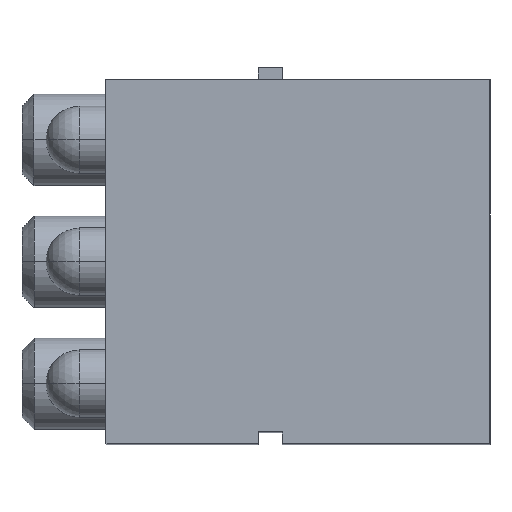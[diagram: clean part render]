
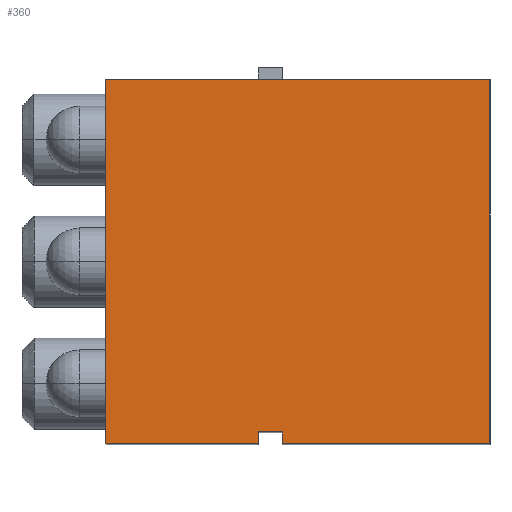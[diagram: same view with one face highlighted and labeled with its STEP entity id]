
A CAD part, top view. The second image highlights one B-rep face of the part: STEP entity #360.
In plain terms, the highlighted planar face has unit normal (0, 0, 1).
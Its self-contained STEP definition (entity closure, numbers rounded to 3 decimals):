
#70=CARTESIAN_POINT('',(-0.5,-7.6,15.));
#71=VERTEX_POINT('',#70);
#72=CARTESIAN_POINT('',(-0.5,-7.1,15.));
#73=VERTEX_POINT('',#72);
#74=CARTESIAN_POINT('',(-0.5,-7.6,15.));
#75=DIRECTION('',(0.0,1.0,0.0));
#76=VECTOR('',#75,0.5);
#77=LINE('',#74,#76);
#78=EDGE_CURVE('',#71,#73,#77,.T.);
#110=CARTESIAN_POINT('',(0.5,-7.1,15.));
#111=VERTEX_POINT('',#110);
#112=CARTESIAN_POINT('',(-0.5,-7.1,15.));
#113=DIRECTION('',(1.0,0.0,0.0));
#114=VECTOR('',#113,1.0);
#115=LINE('',#112,#114);
#116=EDGE_CURVE('',#73,#111,#115,.T.);
#141=CARTESIAN_POINT('',(0.5,-7.6,15.));
#142=VERTEX_POINT('',#141);
#143=CARTESIAN_POINT('',(0.5,-7.1,15.));
#144=DIRECTION('',(0.0,-1.0,0.0));
#145=VECTOR('',#144,0.5);
#146=LINE('',#143,#145);
#147=EDGE_CURVE('',#111,#142,#146,.T.);
#173=CARTESIAN_POINT('',(-6.84,-7.6,15.));
#174=VERTEX_POINT('',#173);
#175=CARTESIAN_POINT('',(-0.5,-7.6,15.));
#176=DIRECTION('',(-1.0,0.0,0.0));
#177=VECTOR('',#176,6.34);
#178=LINE('',#175,#177);
#179=EDGE_CURVE('',#71,#174,#178,.T.);
#203=CARTESIAN_POINT('',(9.16,7.6,15.));
#204=VERTEX_POINT('',#203);
#205=CARTESIAN_POINT('',(9.16,-7.6,15.));
#206=VERTEX_POINT('',#205);
#207=CARTESIAN_POINT('',(9.16,7.6,15.));
#208=DIRECTION('',(0.0,-1.0,0.0));
#209=VECTOR('',#208,15.2);
#210=LINE('',#207,#209);
#211=EDGE_CURVE('',#204,#206,#210,.T.);
#243=CARTESIAN_POINT('',(-6.84,7.6,15.));
#244=VERTEX_POINT('',#243);
#245=CARTESIAN_POINT('',(-6.84,-7.6,15.));
#246=DIRECTION('',(0.0,1.0,0.0));
#247=VECTOR('',#246,15.2);
#248=LINE('',#245,#247);
#249=EDGE_CURVE('',#174,#244,#248,.T.);
#291=CARTESIAN_POINT('',(9.16,7.6,15.));
#292=DIRECTION('',(-1.0,0.0,0.0));
#293=VECTOR('',#292,16.);
#294=LINE('',#291,#293);
#295=EDGE_CURVE('',#204,#244,#294,.T.);
#336=CARTESIAN_POINT('',(9.16,-7.6,15.));
#337=DIRECTION('',(-1.0,0.0,0.0));
#338=VECTOR('',#337,8.66);
#339=LINE('',#336,#338);
#340=EDGE_CURVE('',#206,#142,#339,.T.);
#345=CARTESIAN_POINT('',(1.16,0.0,15.));
#346=DIRECTION('',(0.0,0.0,-1.0));
#347=DIRECTION('',(1.0,0.0,0.0));
#348=AXIS2_PLACEMENT_3D('',#345,#346,#347);
#349=PLANE('',#348);
#350=ORIENTED_EDGE('',*,*,#147,.T.);
#351=ORIENTED_EDGE('',*,*,#340,.F.);
#352=ORIENTED_EDGE('',*,*,#211,.F.);
#353=ORIENTED_EDGE('',*,*,#295,.T.);
#354=ORIENTED_EDGE('',*,*,#249,.F.);
#355=ORIENTED_EDGE('',*,*,#179,.F.);
#356=ORIENTED_EDGE('',*,*,#78,.T.);
#357=ORIENTED_EDGE('',*,*,#116,.T.);
#358=EDGE_LOOP('',(#350,#351,#352,#353,#354,#355,#356,#357));
#359=FACE_OUTER_BOUND('',#358,.T.);
#360=ADVANCED_FACE('',(#359),#349,.F.);
